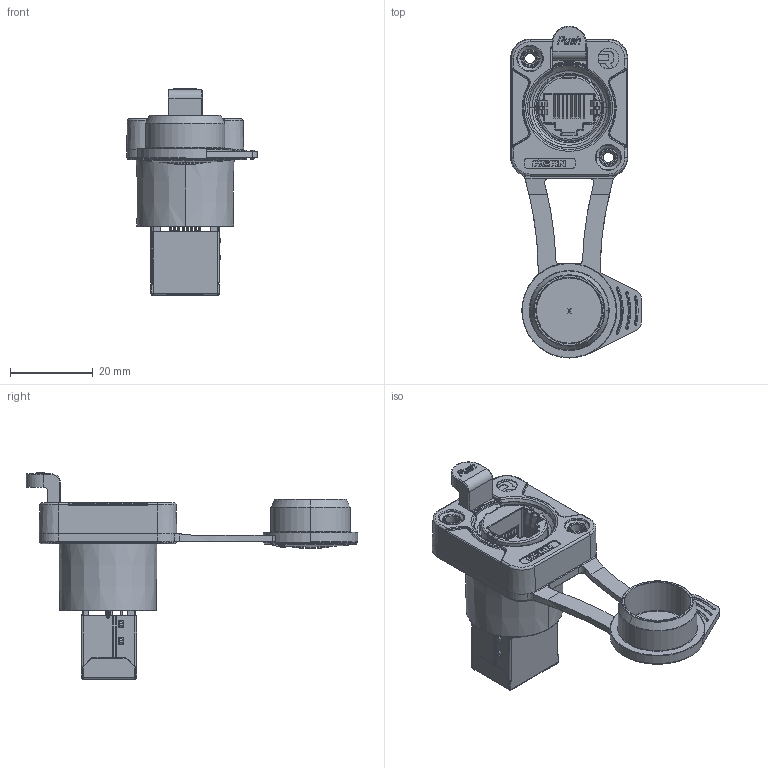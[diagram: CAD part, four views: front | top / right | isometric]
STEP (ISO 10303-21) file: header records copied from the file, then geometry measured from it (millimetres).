
FILE_DESCRIPTION((''),'2;1');
FILE_NAME('RRE8F-Z-010_SW0001','2023-09-12T09:58:25',('ethan.xiang'),(''),'CREO PARAMETRIC BY PTC INC, 2021184','CREO PARAMETRIC BY PTC INC, 2021184','');
FILE_SCHEMA(('CONFIG_CONTROL_DESIGN'));
Products named in the file (1): RRE8F-Z-010_SW0001
Bounding box: 31.7 x 80.45 x 50.1 mm (x, y, z)
Volume: 18189.8 mm3; surface area: 13642.8 mm2
Topology: 1 solids, 5 shells, 2040 faces, 5773 edges, 3771 vertices
Faces by surface type: plane 1145, cylinder 540, torus 124, bspline 76, extrusion 63, cone 61, sphere 29, revolution 2
Entity records: 70144 total; most frequent: CARTESIAN_POINT 17059, ORIENTED_EDGE 11520, DIRECTION 10769, EDGE_CURVE 5760, VERTEX_POINT 3771, AXIS2_PLACEMENT_3D 3722, VECTOR 3323, LINE 3260
